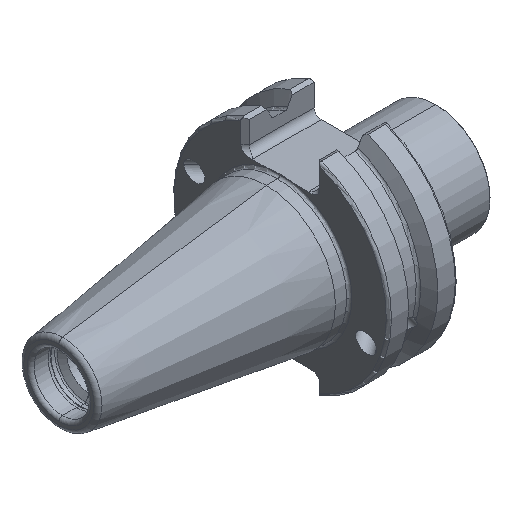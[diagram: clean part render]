
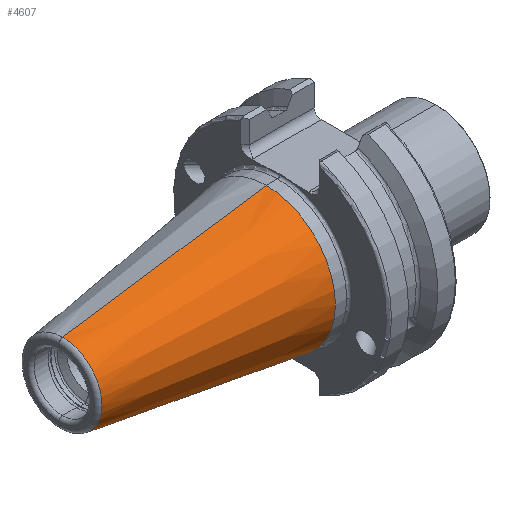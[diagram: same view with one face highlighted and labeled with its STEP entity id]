
A CAD part, isometric view. The second image highlights one B-rep face of the part: STEP entity #4607.
In plain terms, the highlighted conical face has half-angle 8.297 degrees and reference radius 15.875 mm.
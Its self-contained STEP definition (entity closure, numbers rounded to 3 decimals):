
#45 = CARTESIAN_POINT ( 'NONE',  ( -46.794, 0., 9.051 ) ) ;
#293 = VECTOR ( 'NONE', #3768, 1000. ) ;
#393 = FACE_OUTER_BOUND ( 'NONE', #2991, .T. ) ;
#636 = CARTESIAN_POINT ( 'NONE',  ( -46.794, 0., 0. ) ) ;
#651 = AXIS2_PLACEMENT_3D ( 'NONE', #636, #3995, #1138 ) ;
#677 = CARTESIAN_POINT ( 'NONE',  ( 0., 0., 0. ) ) ;
#989 = AXIS2_PLACEMENT_3D ( 'NONE', #677, #4042, #1188 ) ;
#1138 = DIRECTION ( 'NONE',  ( 0., 0., 1. ) ) ;
#1188 = DIRECTION ( 'NONE',  ( 0., 0., 1. ) ) ;
#1218 = CARTESIAN_POINT ( 'NONE',  ( 0., 0., 15.875 ) ) ;
#1262 = DIRECTION ( 'NONE',  ( 1., 0., 0. ) ) ;
#1388 = ORIENTED_EDGE ( 'NONE', *, *, #2279, .T. ) ;
#2062 = VERTEX_POINT ( 'NONE', #45 ) ;
#2190 = CARTESIAN_POINT ( 'NONE',  ( -46.794, 0., -9.051 ) ) ;
#2279 = EDGE_CURVE ( 'NONE', #3912, #2812, #4231, .T. ) ;
#2360 = CARTESIAN_POINT ( 'NONE',  ( 0., 0., 15.875 ) ) ;
#2490 = ORIENTED_EDGE ( 'NONE', *, *, #4510, .T. ) ;
#2526 = CONICAL_SURFACE ( 'NONE', #4528, 15.875, 0.145 ) ;
#2581 = VERTEX_POINT ( 'NONE', #1218 ) ;
#2653 = ORIENTED_EDGE ( 'NONE', *, *, #4465, .F. ) ;
#2812 = VERTEX_POINT ( 'NONE', #5383 ) ;
#2991 = EDGE_LOOP ( 'NONE', ( #5337, #2653, #1388, #2490 ) ) ;
#3190 = DIRECTION ( 'NONE',  ( 0., 0., -1. ) ) ;
#3768 = DIRECTION ( 'NONE',  ( 0.99, 0., 0.144 ) ) ;
#3912 = VERTEX_POINT ( 'NONE', #2190 ) ;
#3995 = DIRECTION ( 'NONE',  ( -1., 0., 0. ) ) ;
#4042 = DIRECTION ( 'NONE',  ( -1., 0., 0. ) ) ;
#4231 = LINE ( 'NONE', #5403, #5353 ) ;
#4388 = CIRCLE ( 'NONE', #989, 15.875 ) ;
#4465 = EDGE_CURVE ( 'NONE', #3912, #2062, #5803, .T. ) ;
#4510 = EDGE_CURVE ( 'NONE', #2812, #2581, #4388, .T. ) ;
#4528 = AXIS2_PLACEMENT_3D ( 'NONE', #4599, #1262, #3190 ) ;
#4599 = CARTESIAN_POINT ( 'NONE',  ( 0., 0., 0. ) ) ;
#4607 = ADVANCED_FACE ( 'NONE', ( #393 ), #2526, .T. ) ;
#5276 = LINE ( 'NONE', #2360, #293 ) ;
#5337 = ORIENTED_EDGE ( 'NONE', *, *, #6100, .F. ) ;
#5353 = VECTOR ( 'NONE', #5792, 1000. ) ;
#5383 = CARTESIAN_POINT ( 'NONE',  ( 0., 0., -15.875 ) ) ;
#5403 = CARTESIAN_POINT ( 'NONE',  ( 0., 0., -15.875 ) ) ;
#5792 = DIRECTION ( 'NONE',  ( 0.99, 0., -0.144 ) ) ;
#5803 = CIRCLE ( 'NONE', #651, 9.051 ) ;
#6100 = EDGE_CURVE ( 'NONE', #2062, #2581, #5276, .T. ) ;
